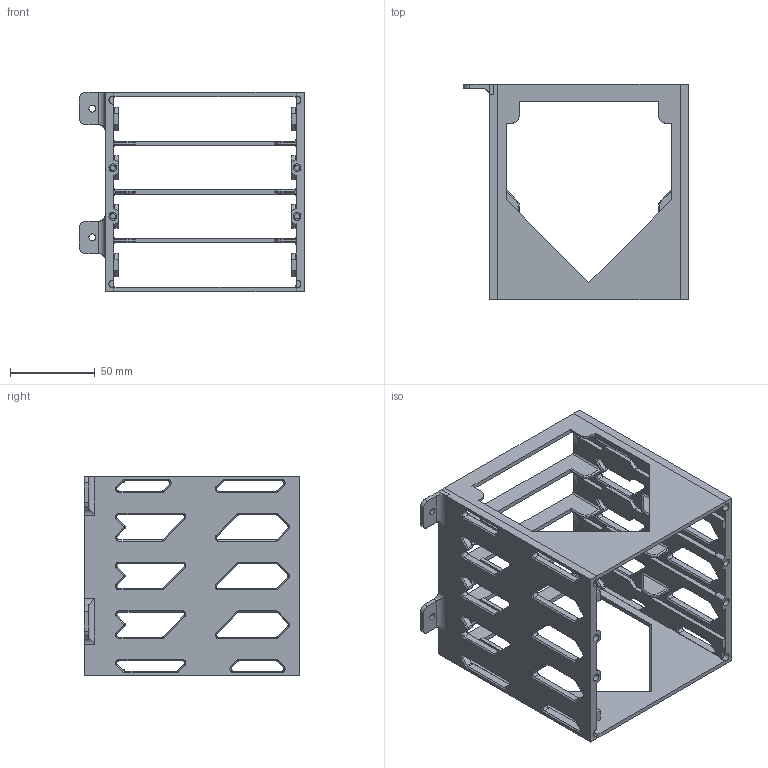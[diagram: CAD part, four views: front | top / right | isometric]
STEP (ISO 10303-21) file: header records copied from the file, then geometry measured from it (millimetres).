
FILE_DESCRIPTION(/* description */ (''),/* implementation_level */ '2;1');
FILE_NAME(/* name */ 'HDD Cage Rev1.step',/* time_stamp */ '2025-04-06T04:59:16-06:00',/* author */ (''),/* organization */ (''),/* preprocessor_version */ 'ST-DEVELOPER v20.1',/* originating_system */ 'Autodesk Translation Framework v14.4.0.0',/* authorisation */ '');
FILE_SCHEMA (('AUTOMOTIVE_DESIGN { 1 0 10303 214 3 1 1 }'));
Length unit declared in the file: inch
Products named in the file (2): HDD Cage (No support); Drive Cage 4 v3 Rev.6 v1
Assembly tree (1 placements, depth 2):
  HDD Cage (No support)
    Drive Cage 4 v3 Rev.6 v1
Bounding box: 132.59 x 126.85 x 117.14 mm (x, y, z)
Volume: 177232.5 mm3; surface area: 118088 mm2
Topology: 24 solids, 24 shells, 1127 faces, 2755 edges, 1680 vertices
Faces by surface type: plane 663, cone 244, cylinder 178, bspline 42
Full cylindrical faces by diameter (mm): 3.048 x4, 4.064 x2, 4.592 x4
Entity records: 34000 total; most frequent: CARTESIAN_POINT 7681, ORIENTED_EDGE 5510, DIRECTION 5302, EDGE_CURVE 2755, LINE 1936, VECTOR 1936, AXIS2_PLACEMENT_3D 1683, VERTEX_POINT 1680
